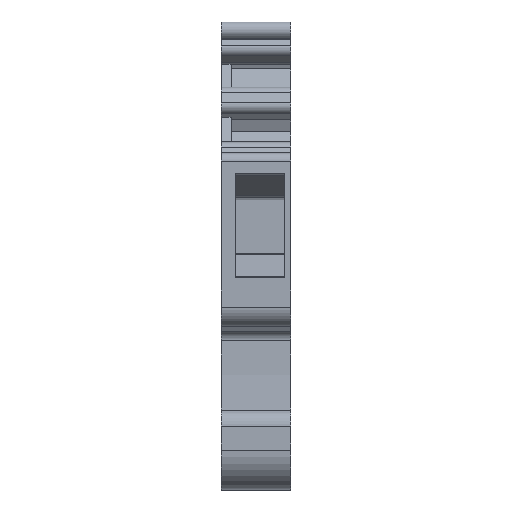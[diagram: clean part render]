
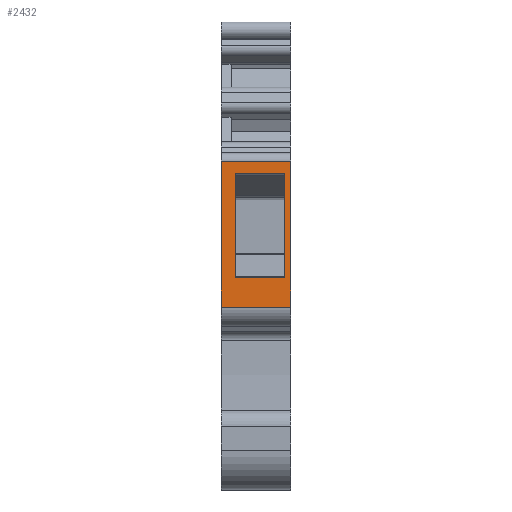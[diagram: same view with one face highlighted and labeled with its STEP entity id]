
A CAD part, front view. The second image highlights one B-rep face of the part: STEP entity #2432.
In plain terms, the highlighted planar face has unit normal (0, -1, 0).
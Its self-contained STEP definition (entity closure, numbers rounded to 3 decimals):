
#2378=AXIS2_PLACEMENT_3D('Plane Axis2P3D',#2375,#2376,#2377) ;
#858=CARTESIAN_POINT('Vertex',(3.5,1.35,16.545)) ;
#861=CARTESIAN_POINT('Line Origine',(3.5,1.35,12.876)) ;
#865=CARTESIAN_POINT('Vertex',(3.5,1.35,9.206)) ;
#2356=CARTESIAN_POINT('Line Origine',(1.75,1.35,9.206)) ;
#2360=CARTESIAN_POINT('Vertex',(0.,1.35,9.206)) ;
#2375=CARTESIAN_POINT('Axis2P3D Location',(0.,1.35,16.545)) ;
#2380=CARTESIAN_POINT('Line Origine',(0.,1.35,12.876)) ;
#2384=CARTESIAN_POINT('Vertex',(0.,1.35,16.545)) ;
#2387=CARTESIAN_POINT('Line Origine',(1.75,1.35,16.545)) ;
#2398=CARTESIAN_POINT('Line Origine',(3.2,1.35,13.306)) ;
#2402=CARTESIAN_POINT('Vertex',(3.2,1.35,15.906)) ;
#2404=CARTESIAN_POINT('Vertex',(3.2,1.35,10.706)) ;
#2407=CARTESIAN_POINT('Line Origine',(1.95,1.35,10.706)) ;
#2411=CARTESIAN_POINT('Vertex',(0.7,1.35,10.706)) ;
#2414=CARTESIAN_POINT('Line Origine',(0.7,1.35,13.306)) ;
#2418=CARTESIAN_POINT('Vertex',(0.7,1.35,15.906)) ;
#2421=CARTESIAN_POINT('Line Origine',(1.95,1.35,15.906)) ;
#862=DIRECTION('Vector Direction',(0.,0.,-1.)) ;
#2357=DIRECTION('Vector Direction',(-1.,0.,0.)) ;
#2376=DIRECTION('Axis2P3D Direction',(0.,1.,0.)) ;
#2377=DIRECTION('Axis2P3D XDirection',(0.,0.,-1.)) ;
#2381=DIRECTION('Vector Direction',(0.,0.,-1.)) ;
#2388=DIRECTION('Vector Direction',(-1.,0.,0.)) ;
#2399=DIRECTION('Vector Direction',(0.,0.,-1.)) ;
#2408=DIRECTION('Vector Direction',(1.,0.,0.)) ;
#2415=DIRECTION('Vector Direction',(0.,0.,-1.)) ;
#2422=DIRECTION('Vector Direction',(1.,0.,0.)) ;
#863=VECTOR('Line Direction',#862,1.) ;
#2358=VECTOR('Line Direction',#2357,1.) ;
#2382=VECTOR('Line Direction',#2381,1.) ;
#2389=VECTOR('Line Direction',#2388,1.) ;
#2400=VECTOR('Line Direction',#2399,1.) ;
#2409=VECTOR('Line Direction',#2408,1.) ;
#2416=VECTOR('Line Direction',#2415,1.) ;
#2423=VECTOR('Line Direction',#2422,1.) ;
#2393=ORIENTED_EDGE('',*,*,#2386,.F.) ;
#2394=ORIENTED_EDGE('',*,*,#2362,.F.) ;
#2395=ORIENTED_EDGE('',*,*,#867,.T.) ;
#2396=ORIENTED_EDGE('',*,*,#2391,.T.) ;
#2427=ORIENTED_EDGE('',*,*,#2406,.T.) ;
#2428=ORIENTED_EDGE('',*,*,#2413,.T.) ;
#2429=ORIENTED_EDGE('',*,*,#2420,.F.) ;
#2430=ORIENTED_EDGE('',*,*,#2425,.F.) ;
#2431=FACE_BOUND('',#2426,.T.) ;
#2432=ADVANCED_FACE('KLTR',(#2397,#2431),#2379,.F.) ;
#867=EDGE_CURVE('',#866,#859,#864,.F.) ;
#2362=EDGE_CURVE('',#866,#2361,#2359,.T.) ;
#2386=EDGE_CURVE('',#2361,#2385,#2383,.F.) ;
#2391=EDGE_CURVE('',#859,#2385,#2390,.T.) ;
#2406=EDGE_CURVE('',#2403,#2405,#2401,.T.) ;
#2413=EDGE_CURVE('',#2405,#2412,#2410,.F.) ;
#2420=EDGE_CURVE('',#2419,#2412,#2417,.T.) ;
#2425=EDGE_CURVE('',#2403,#2419,#2424,.F.) ;
#2392=EDGE_LOOP('',(#2393,#2394,#2395,#2396)) ;
#2426=EDGE_LOOP('',(#2427,#2428,#2429,#2430)) ;
#2397=FACE_OUTER_BOUND('',#2392,.T.) ;
#864=LINE('Line',#861,#863) ;
#2359=LINE('Line',#2356,#2358) ;
#2383=LINE('Line',#2380,#2382) ;
#2390=LINE('Line',#2387,#2389) ;
#2401=LINE('Line',#2398,#2400) ;
#2410=LINE('Line',#2407,#2409) ;
#2417=LINE('Line',#2414,#2416) ;
#2424=LINE('Line',#2421,#2423) ;
#2379=PLANE('',#2378) ;
#859=VERTEX_POINT('',#858) ;
#866=VERTEX_POINT('',#865) ;
#2361=VERTEX_POINT('',#2360) ;
#2385=VERTEX_POINT('',#2384) ;
#2403=VERTEX_POINT('',#2402) ;
#2405=VERTEX_POINT('',#2404) ;
#2412=VERTEX_POINT('',#2411) ;
#2419=VERTEX_POINT('',#2418) ;
